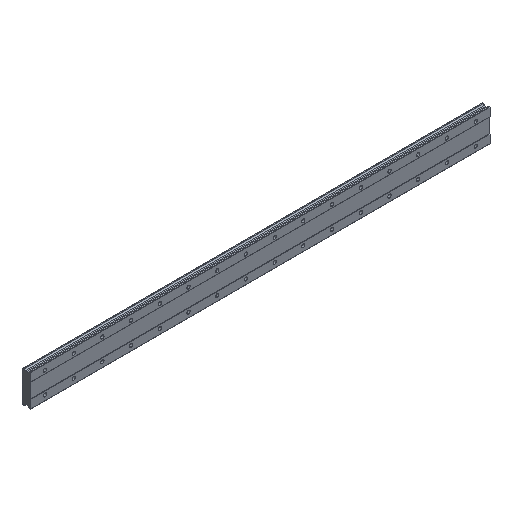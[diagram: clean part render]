
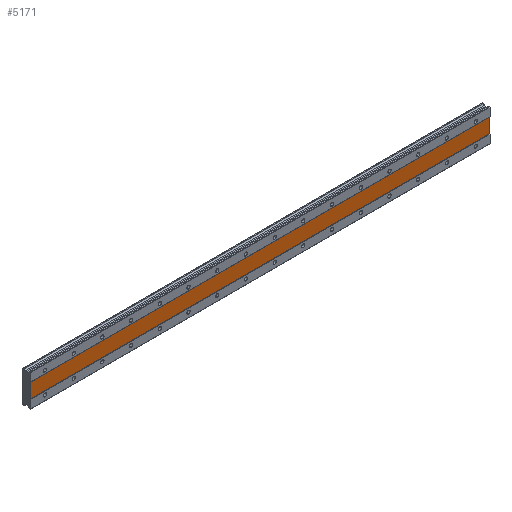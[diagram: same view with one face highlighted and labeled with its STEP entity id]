
A CAD part, isometric view. The second image highlights one B-rep face of the part: STEP entity #5171.
In plain terms, the highlighted planar face has unit normal (0, -1, 0).
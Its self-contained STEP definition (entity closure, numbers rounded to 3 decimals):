
#101 = VERTEX_POINT ( 'NONE', #5042 ) ;
#144 = PLANE ( 'NONE',  #3823 ) ;
#239 = EDGE_CURVE ( 'NONE', #101, #1481, #5623, .T. ) ;
#246 = DIRECTION ( 'NONE',  ( 0., 0., 1. ) ) ;
#284 = DIRECTION ( 'NONE',  ( -1., 0., 0. ) ) ;
#315 = CARTESIAN_POINT ( 'NONE',  ( 1240., 1., -20. ) ) ;
#728 = DIRECTION ( 'NONE',  ( 0., 1., 0. ) ) ;
#958 = DIRECTION ( 'NONE',  ( 1., 0., 0. ) ) ;
#1481 = VERTEX_POINT ( 'NONE', #5062 ) ;
#1902 = DIRECTION ( 'NONE',  ( 0., 0., -1. ) ) ;
#1950 = VERTEX_POINT ( 'NONE', #5874 ) ;
#1961 = CARTESIAN_POINT ( 'NONE',  ( 1240., 1., 20. ) ) ;
#2405 = EDGE_CURVE ( 'NONE', #1481, #1950, #4502, .T. ) ;
#2614 = ORIENTED_EDGE ( 'NONE', *, *, #3557, .F. ) ;
#2786 = LINE ( 'NONE', #5176, #3946 ) ;
#3054 = LINE ( 'NONE', #4621, #4837 ) ;
#3150 = ORIENTED_EDGE ( 'NONE', *, *, #2405, .F. ) ;
#3247 = ORIENTED_EDGE ( 'NONE', *, *, #239, .F. ) ;
#3535 = FACE_OUTER_BOUND ( 'NONE', #5838, .T. ) ;
#3557 = EDGE_CURVE ( 'NONE', #1950, #4971, #3054, .T. ) ;
#3823 = AXIS2_PLACEMENT_3D ( 'NONE', #5414, #728, #4485 ) ;
#3946 = VECTOR ( 'NONE', #958, 1000. ) ;
#3957 = ORIENTED_EDGE ( 'NONE', *, *, #4610, .F. ) ;
#4485 = DIRECTION ( 'NONE',  ( 0., 0., 1. ) ) ;
#4502 = LINE ( 'NONE', #315, #5506 ) ;
#4610 = EDGE_CURVE ( 'NONE', #4971, #101, #2786, .T. ) ;
#4621 = CARTESIAN_POINT ( 'NONE',  ( -40., 1., 20. ) ) ;
#4837 = VECTOR ( 'NONE', #246, 1000. ) ;
#4971 = VERTEX_POINT ( 'NONE', #5258 ) ;
#5042 = CARTESIAN_POINT ( 'NONE',  ( 1240., 1., 20. ) ) ;
#5062 = CARTESIAN_POINT ( 'NONE',  ( 1240., 1., -20. ) ) ;
#5171 = ADVANCED_FACE ( 'NONE', ( #3535 ), #144, .F. ) ;
#5176 = CARTESIAN_POINT ( 'NONE',  ( 1240., 1., 20. ) ) ;
#5193 = VECTOR ( 'NONE', #1902, 1000. ) ;
#5258 = CARTESIAN_POINT ( 'NONE',  ( -40., 1., 20. ) ) ;
#5414 = CARTESIAN_POINT ( 'NONE',  ( 1240., 1., 20. ) ) ;
#5506 = VECTOR ( 'NONE', #284, 1000. ) ;
#5623 = LINE ( 'NONE', #1961, #5193 ) ;
#5838 = EDGE_LOOP ( 'NONE', ( #3150, #3247, #3957, #2614 ) ) ;
#5874 = CARTESIAN_POINT ( 'NONE',  ( -40., 1., -20. ) ) ;
